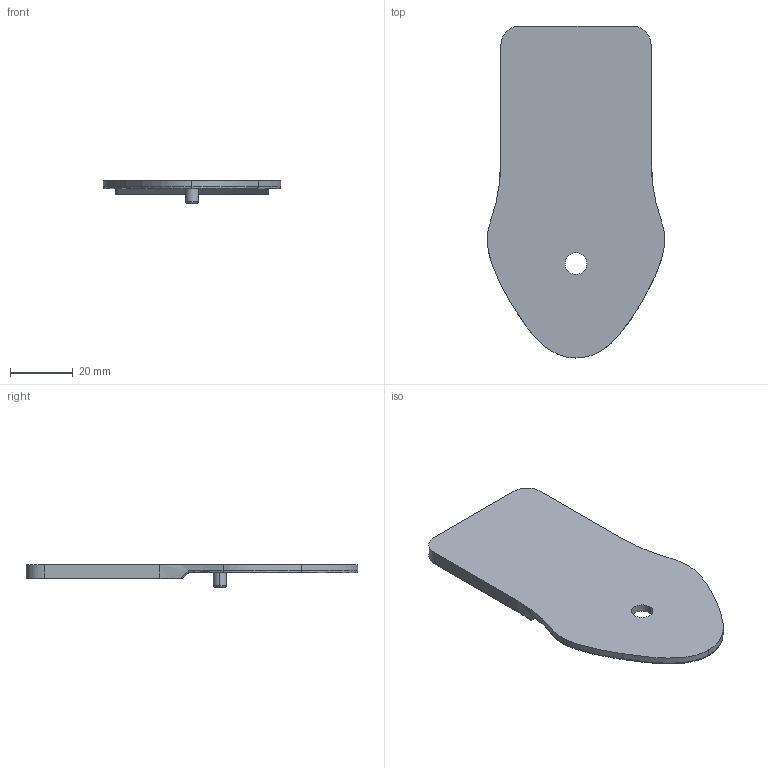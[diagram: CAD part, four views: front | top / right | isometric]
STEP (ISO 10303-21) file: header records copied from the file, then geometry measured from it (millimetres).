
FILE_DESCRIPTION (( 'STEP AP203' ), '1' );
FILE_NAME ('Tracker 嘐隅試极v4.STEP', '2025-11-14T00:44:30', ( 'Windows 蚚誧' ), ( '' ), 'SwSTEP 2.0', 'SolidWorks 2024', '' );
FILE_SCHEMA (( 'CONFIG_CONTROL_DESIGN' ));
Length unit declared in the file: millimetre
Products named in the file (1): Tracker 固定刚体v4
Bounding box: 56.73 x 106.2 x 7.2 mm (x, y, z)
Volume: 13376.7 mm3; surface area: 11112.9 mm2
Topology: 1 solids, 1 shells, 63 faces, 148 edges, 85 vertices
Faces by surface type: cylinder 21, bspline 14, torus 13, plane 12, sphere 2, cone 1
Entity records: 2677 total; most frequent: CARTESIAN_POINT 1233, ORIENTED_EDGE 288, DIRECTION 286, EDGE_CURVE 144, AXIS2_PLACEMENT_3D 120, VERTEX_POINT 85, CIRCLE 70, EDGE_LOOP 67
